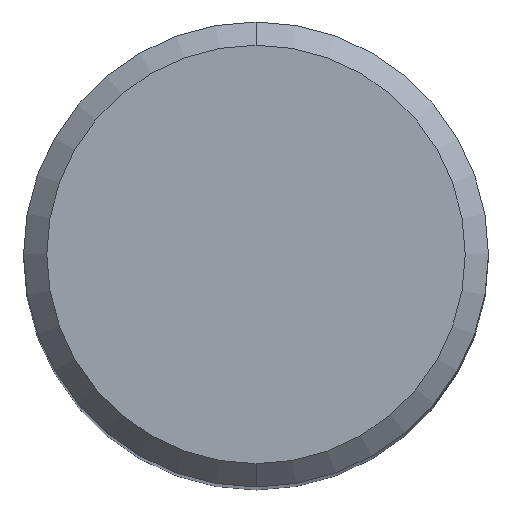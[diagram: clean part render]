
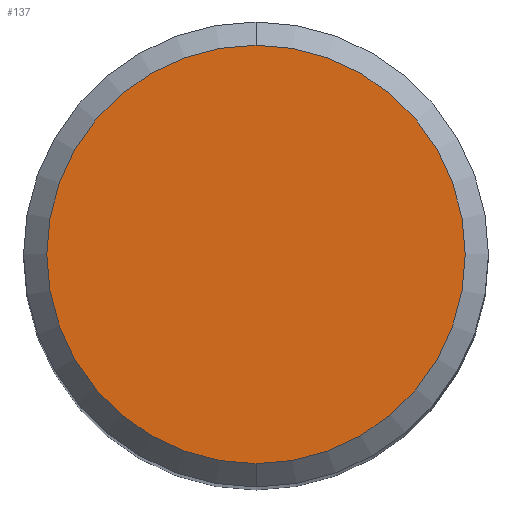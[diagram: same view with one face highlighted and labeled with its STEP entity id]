
A CAD part, top view. The second image highlights one B-rep face of the part: STEP entity #137.
In plain terms, the highlighted planar face has unit normal (0, 0, 1).
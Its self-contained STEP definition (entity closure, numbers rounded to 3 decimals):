
#137=ADVANCED_FACE('',(#293),#294,.T.);
#149=EDGE_CURVE('',#195,#225,#308,.T.);
#195=VERTEX_POINT('',#359);
#209=EDGE_CURVE('',#225,#195,#374,.T.);
#225=VERTEX_POINT('',#392);
#293=FACE_OUTER_BOUND('',#467,.T.);
#294=PLANE('',#468);
#308=CIRCLE('',#487,4.5);
#359=CARTESIAN_POINT('',(0.,-4.5,0.0));
#374=CIRCLE('',#574,4.5);
#392=CARTESIAN_POINT('',(0.0,4.5,0.0));
#467=EDGE_LOOP('',(#655,#656));
#468=AXIS2_PLACEMENT_3D('',#657,#658,#659);
#487=AXIS2_PLACEMENT_3D('',#678,#679,#680);
#574=AXIS2_PLACEMENT_3D('',#762,#763,#764);
#655=ORIENTED_EDGE('',*,*,#209,.F.);
#656=ORIENTED_EDGE('',*,*,#149,.F.);
#657=CARTESIAN_POINT('',(0.0,2.25,0.0));
#658=DIRECTION('',(-0.0,0.0,1.0));
#659=DIRECTION('',(0.0,-1.0,0.0));
#678=CARTESIAN_POINT('',(0.0,0.0,0.0));
#679=DIRECTION('',(0.0,0.0,-1.0));
#680=DIRECTION('',(0.0,1.0,0.0));
#762=CARTESIAN_POINT('',(0.0,0.0,0.0));
#763=DIRECTION('',(0.0,0.0,-1.0));
#764=DIRECTION('',(0.0,1.0,0.0));
